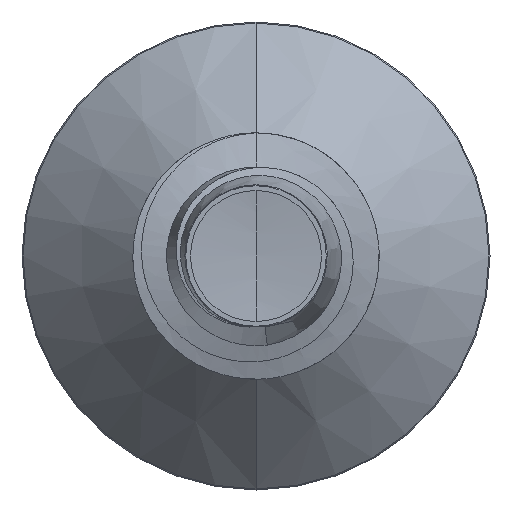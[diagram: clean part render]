
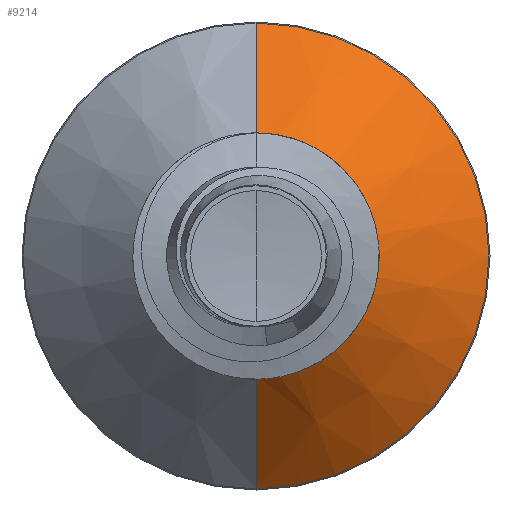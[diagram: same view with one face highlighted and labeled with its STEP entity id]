
A CAD part, front view. The second image highlights one B-rep face of the part: STEP entity #9214.
In plain terms, the highlighted conical face has half-angle 45 degrees and reference radius 0.97 mm.
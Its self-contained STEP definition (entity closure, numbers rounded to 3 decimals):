
#161 = FACE_OUTER_BOUND ( 'NONE', #2947, .T. ) ;
#932 = VERTEX_POINT ( 'NONE', #5026 ) ;
#1212 = DIRECTION ( 'NONE',  ( 0., 0.707, 0.707 ) ) ;
#1230 = CARTESIAN_POINT ( 'NONE',  ( 0., 2.22, 0.97 ) ) ;
#1937 = EDGE_CURVE ( 'NONE', #932, #3106, #4182, .T. ) ;
#2663 = DIRECTION ( 'NONE',  ( 0., 0., 1. ) ) ;
#2665 = DIRECTION ( 'NONE',  ( 0., 1., 0. ) ) ;
#2681 = CARTESIAN_POINT ( 'NONE',  ( 0., 2.22, 0. ) ) ;
#2904 = VERTEX_POINT ( 'NONE', #9226 ) ;
#2947 = EDGE_LOOP ( 'NONE', ( #9208, #6438, #9331, #6066 ) ) ;
#3106 = VERTEX_POINT ( 'NONE', #5194 ) ;
#3322 = CIRCLE ( 'NONE', #5901, 0.97 ) ;
#3461 = EDGE_CURVE ( 'NONE', #2904, #3106, #3476, .T. ) ;
#3476 = LINE ( 'NONE', #4458, #3671 ) ;
#3671 = VECTOR ( 'NONE', #4484, 1000. ) ;
#3995 = DIRECTION ( 'NONE',  ( 0., 1., 0. ) ) ;
#4076 = DIRECTION ( 'NONE',  ( 0., 0., 1. ) ) ;
#4115 = CARTESIAN_POINT ( 'NONE',  ( 0., 2.22, 0. ) ) ;
#4182 = CIRCLE ( 'NONE', #7902, 1.891 ) ;
#4458 = CARTESIAN_POINT ( 'NONE',  ( 0., 2.22, -0.97 ) ) ;
#4484 = DIRECTION ( 'NONE',  ( 0., 0.707, -0.707 ) ) ;
#5026 = CARTESIAN_POINT ( 'NONE',  ( 0., 3.141, 1.891 ) ) ;
#5194 = CARTESIAN_POINT ( 'NONE',  ( 0., 3.141, -1.891 ) ) ;
#5658 = AXIS2_PLACEMENT_3D ( 'NONE', #4115, #3995, #4076 ) ;
#5901 = AXIS2_PLACEMENT_3D ( 'NONE', #2681, #2665, #2663 ) ;
#6018 = EDGE_CURVE ( 'NONE', #8142, #932, #9030, .T. ) ;
#6066 = ORIENTED_EDGE ( 'NONE', *, *, #6018, .F. ) ;
#6438 = ORIENTED_EDGE ( 'NONE', *, *, #3461, .T. ) ;
#6803 = CONICAL_SURFACE ( 'NONE', #5658, 0.97, 0.785 ) ;
#7707 = VECTOR ( 'NONE', #1212, 1000. ) ;
#7902 = AXIS2_PLACEMENT_3D ( 'NONE', #7940, #7938, #7933 ) ;
#7933 = DIRECTION ( 'NONE',  ( 0., 0., 1. ) ) ;
#7938 = DIRECTION ( 'NONE',  ( 0., 1., 0. ) ) ;
#7940 = CARTESIAN_POINT ( 'NONE',  ( 0., 3.141, 0. ) ) ;
#7997 = CARTESIAN_POINT ( 'NONE',  ( 0., 2.22, 0.97 ) ) ;
#8142 = VERTEX_POINT ( 'NONE', #7997 ) ;
#9030 = LINE ( 'NONE', #1230, #7707 ) ;
#9208 = ORIENTED_EDGE ( 'NONE', *, *, #9576, .T. ) ;
#9214 = ADVANCED_FACE ( 'NONE', ( #161 ), #6803, .T. ) ;
#9226 = CARTESIAN_POINT ( 'NONE',  ( 0., 2.22, -0.97 ) ) ;
#9331 = ORIENTED_EDGE ( 'NONE', *, *, #1937, .F. ) ;
#9576 = EDGE_CURVE ( 'NONE', #8142, #2904, #3322, .T. ) ;
